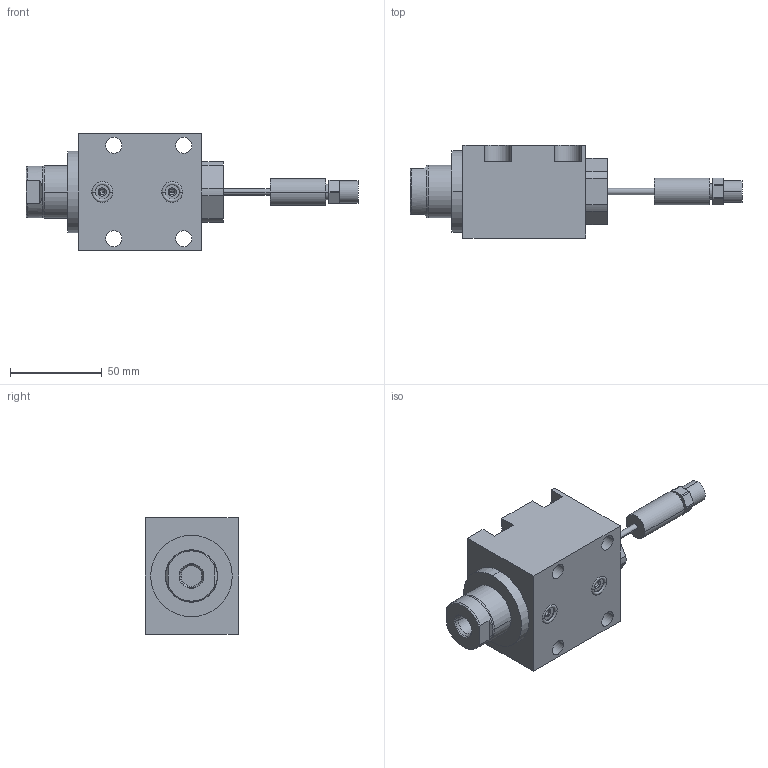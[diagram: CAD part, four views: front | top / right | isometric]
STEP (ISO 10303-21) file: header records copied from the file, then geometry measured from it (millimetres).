
FILE_DESCRIPTION((''),'2;1');
FILE_NAME('ILC21121501US','2025-03-18T13:38:24',('Asawyer'),(''),'CREO PARAMETRIC BY PTC INC, 2021164','CREO PARAMETRIC BY PTC INC, 2021164','');
FILE_SCHEMA(('AUTOMOTIVE_DESIGN { 1 0 10303 214 1 1 1 1 }'));
Length unit declared in the file: inch
Products named in the file (1): ILC21121501US
Bounding box: 180.85 x 50.88 x 63.5 mm (x, y, z)
Volume: 238655.9 mm3; surface area: 35156.1 mm2
Topology: 1 solids, 2 shells, 120 faces, 302 edges, 190 vertices
Faces by surface type: cylinder 52, plane 46, cone 12, torus 10
Entity records: 5161 total; most frequent: DIRECTION 710, CARTESIAN_POINT 701, ORIENTED_EDGE 584, PRESENTATION_STYLE_ASSIGNMENT 347, STYLED_ITEM 327, CURVE_STYLE 325, EDGE_CURVE 294, AXIS2_PLACEMENT_3D 260
